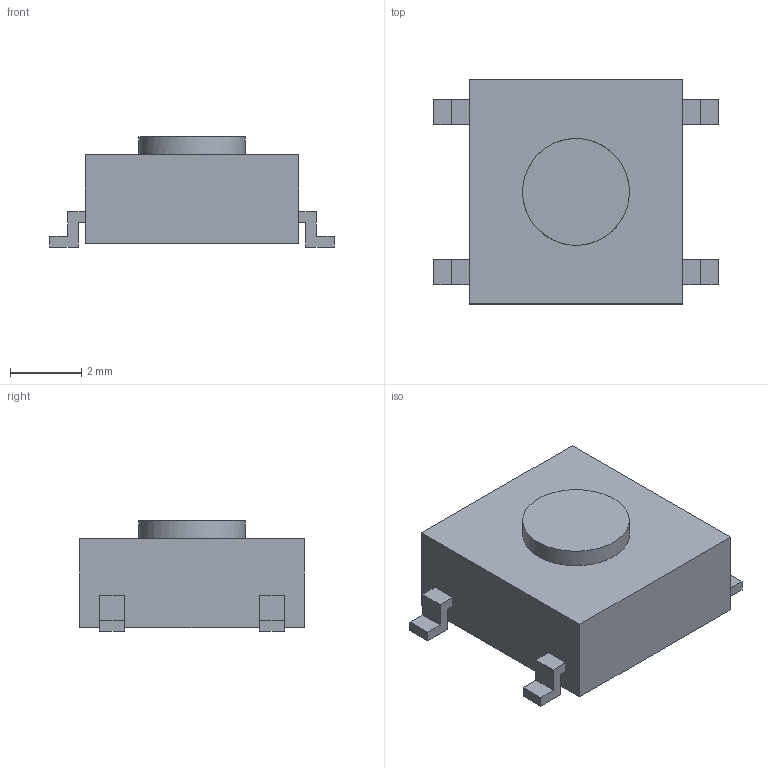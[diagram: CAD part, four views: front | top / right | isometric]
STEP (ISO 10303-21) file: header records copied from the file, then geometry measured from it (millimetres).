
FILE_DESCRIPTION(('FreeCAD Model'),'2;1');
FILE_NAME('B3FS_1000.step', '2020-01-16T18:28:04',(''),(''),'Open CASCADE STEP processor 7.3', 'FreeCAD','Unknown');
FILE_SCHEMA(('AUTOMOTIVE_DESIGN { 1 0 10303 214 1 1 1 1 }'));
Length unit declared in the file: millimetre
Products named in the file (1): B3FS_1000_BASE
Bounding box: 8 x 6.3 x 3.1 mm (x, y, z)
Volume: 95.9 mm3; surface area: 174.3 mm2
Topology: 1 solids, 2 shells, 47 faces, 118 edges, 80 vertices
Faces by surface type: plane 45, cylinder 2
Full cylindrical faces by diameter (mm): 3 x2
Entity records: 1732 total; most frequent: CARTESIAN_POINT 246, ORIENTED_EDGE 236, DIRECTION 222, EDGE_CURVE 118, LINE 110, VECTOR 110, VERTEX_POINT 80, AXIS2_PLACEMENT_3D 56
